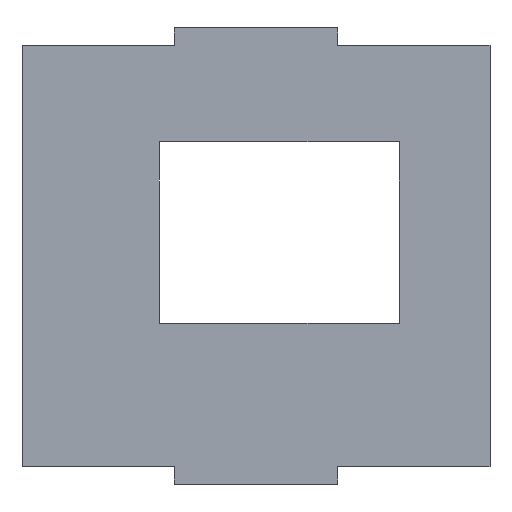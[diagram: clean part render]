
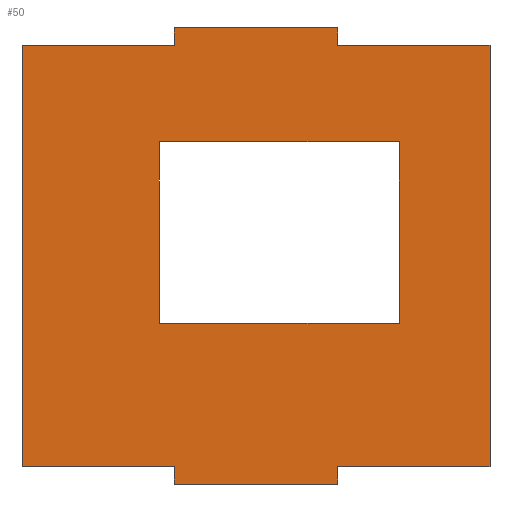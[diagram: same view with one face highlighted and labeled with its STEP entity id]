
A CAD part, front view. The second image highlights one B-rep face of the part: STEP entity #50.
In plain terms, the highlighted planar face has unit normal (0, -1, 0).
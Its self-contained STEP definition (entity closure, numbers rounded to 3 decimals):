
#8 = VECTOR ( 'NONE', #380, 1000. ) ;
#13 = CARTESIAN_POINT ( 'NONE',  ( 0., 0., -18. ) ) ;
#19 = FACE_BOUND ( 'NONE', #219, .T. ) ;
#22 = EDGE_CURVE ( 'NONE', #475, #367, #571, .T. ) ;
#28 = EDGE_CURVE ( 'NONE', #241, #509, #345, .T. ) ;
#32 = DIRECTION ( 'NONE',  ( 0., 0., 1. ) ) ;
#35 = LINE ( 'NONE', #227, #90 ) ;
#42 = ORIENTED_EDGE ( 'NONE', *, *, #22, .F. ) ;
#48 = ORIENTED_EDGE ( 'NONE', *, *, #422, .T. ) ;
#50 = ADVANCED_FACE ( 'NONE', ( #19, #67 ), #208, .F. ) ;
#51 = CARTESIAN_POINT ( 'NONE',  ( -8.25, 0., -5.75 ) ) ;
#58 = EDGE_LOOP ( 'NONE', ( #435, #129, #319, #601, #236, #167, #555, #135, #48, #89, #531, #274 ) ) ;
#67 = FACE_OUTER_BOUND ( 'NONE', #58, .T. ) ;
#69 = VERTEX_POINT ( 'NONE', #263 ) ;
#87 = VECTOR ( 'NONE', #210, 1000. ) ;
#89 = ORIENTED_EDGE ( 'NONE', *, *, #186, .T. ) ;
#90 = VECTOR ( 'NONE', #141, 1000. ) ;
#98 = DIRECTION ( 'NONE',  ( -1., 0., 0. ) ) ;
#100 = EDGE_CURVE ( 'NONE', #340, #125, #540, .T. ) ;
#103 = EDGE_CURVE ( 'NONE', #562, #428, #118, .T. ) ;
#110 = LINE ( 'NONE', #419, #148 ) ;
#115 = LINE ( 'NONE', #306, #238 ) ;
#116 = VERTEX_POINT ( 'NONE', #311 ) ;
#118 = LINE ( 'NONE', #357, #87 ) ;
#125 = VERTEX_POINT ( 'NONE', #351 ) ;
#127 = CARTESIAN_POINT ( 'NONE',  ( -20., 0., 18. ) ) ;
#129 = ORIENTED_EDGE ( 'NONE', *, *, #28, .F. ) ;
#133 = EDGE_CURVE ( 'NONE', #69, #264, #115, .T. ) ;
#135 = ORIENTED_EDGE ( 'NONE', *, *, #100, .T. ) ;
#136 = DIRECTION ( 'NONE',  ( -1., 0., 0. ) ) ;
#137 = CARTESIAN_POINT ( 'NONE',  ( -21.5, 0., -19.5 ) ) ;
#141 = DIRECTION ( 'NONE',  ( -1., 0., 0. ) ) ;
#148 = VECTOR ( 'NONE', #136, 1000. ) ;
#152 = EDGE_CURVE ( 'NONE', #340, #116, #323, .T. ) ;
#153 = CARTESIAN_POINT ( 'NONE',  ( 12.25, 0., 9.75 ) ) ;
#154 = DIRECTION ( 'NONE',  ( 0., 0., 1. ) ) ;
#161 = DIRECTION ( 'NONE',  ( 0., 0., 1. ) ) ;
#165 = LINE ( 'NONE', #589, #520 ) ;
#167 = ORIENTED_EDGE ( 'NONE', *, *, #182, .F. ) ;
#169 = CARTESIAN_POINT ( 'NONE',  ( 7., 0., 0. ) ) ;
#172 = CARTESIAN_POINT ( 'NONE',  ( -7., 0., 0. ) ) ;
#180 = CARTESIAN_POINT ( 'NONE',  ( -7., 0., 18. ) ) ;
#182 = EDGE_CURVE ( 'NONE', #116, #598, #594, .T. ) ;
#186 = EDGE_CURVE ( 'NONE', #244, #322, #456, .T. ) ;
#191 = VECTOR ( 'NONE', #154, 1000. ) ;
#193 = CARTESIAN_POINT ( 'NONE',  ( 12.25, 0., -5.75 ) ) ;
#197 = CARTESIAN_POINT ( 'NONE',  ( 0., 0., 18. ) ) ;
#200 = VECTOR ( 'NONE', #532, 1000. ) ;
#208 = PLANE ( 'NONE',  #386 ) ;
#210 = DIRECTION ( 'NONE',  ( 0., 0., -1. ) ) ;
#219 = EDGE_LOOP ( 'NONE', ( #473, #42, #405, #347 ) ) ;
#227 = CARTESIAN_POINT ( 'NONE',  ( 0., 0., 18. ) ) ;
#232 = EDGE_CURVE ( 'NONE', #241, #257, #35, .T. ) ;
#236 = ORIENTED_EDGE ( 'NONE', *, *, #343, .T. ) ;
#238 = VECTOR ( 'NONE', #366, 1000. ) ;
#239 = VECTOR ( 'NONE', #98, 1000. ) ;
#240 = CARTESIAN_POINT ( 'NONE',  ( 7., 0., -19.5 ) ) ;
#241 = VERTEX_POINT ( 'NONE', #180 ) ;
#244 = VERTEX_POINT ( 'NONE', #369 ) ;
#248 = VECTOR ( 'NONE', #273, 1000. ) ;
#249 = CARTESIAN_POINT ( 'NONE',  ( -20., 0., -18. ) ) ;
#254 = DIRECTION ( 'NONE',  ( 0., 0., 1. ) ) ;
#257 = VERTEX_POINT ( 'NONE', #127 ) ;
#263 = CARTESIAN_POINT ( 'NONE',  ( 7., 0., 18. ) ) ;
#264 = VERTEX_POINT ( 'NONE', #417 ) ;
#273 = DIRECTION ( 'NONE',  ( 0., 0., 1. ) ) ;
#274 = ORIENTED_EDGE ( 'NONE', *, *, #133, .T. ) ;
#297 = VERTEX_POINT ( 'NONE', #249 ) ;
#298 = VECTOR ( 'NONE', #32, 1000. ) ;
#304 = LINE ( 'NONE', #577, #591 ) ;
#306 = CARTESIAN_POINT ( 'NONE',  ( 7., 0., 0. ) ) ;
#311 = CARTESIAN_POINT ( 'NONE',  ( -7., 0., -19.5 ) ) ;
#316 = CARTESIAN_POINT ( 'NONE',  ( -7., 0., 19.5 ) ) ;
#319 = ORIENTED_EDGE ( 'NONE', *, *, #232, .T. ) ;
#322 = VERTEX_POINT ( 'NONE', #387 ) ;
#323 = LINE ( 'NONE', #137, #449 ) ;
#335 = LINE ( 'NONE', #197, #239 ) ;
#340 = VERTEX_POINT ( 'NONE', #240 ) ;
#343 = EDGE_CURVE ( 'NONE', #297, #598, #521, .T. ) ;
#345 = LINE ( 'NONE', #527, #348 ) ;
#347 = ORIENTED_EDGE ( 'NONE', *, *, #103, .F. ) ;
#348 = VECTOR ( 'NONE', #254, 1000. ) ;
#351 = CARTESIAN_POINT ( 'NONE',  ( 7., 0., -18. ) ) ;
#352 = DIRECTION ( 'NONE',  ( 1., 0., 0. ) ) ;
#356 = VECTOR ( 'NONE', #581, 1000. ) ;
#357 = CARTESIAN_POINT ( 'NONE',  ( -8.25, 0., -5.75 ) ) ;
#359 = DIRECTION ( 'NONE',  ( 0., 1., 0. ) ) ;
#365 = CARTESIAN_POINT ( 'NONE',  ( 12.25, 0., -5.75 ) ) ;
#366 = DIRECTION ( 'NONE',  ( 0., 0., 1. ) ) ;
#367 = VERTEX_POINT ( 'NONE', #153 ) ;
#369 = CARTESIAN_POINT ( 'NONE',  ( 20., 0., -18. ) ) ;
#377 = EDGE_CURVE ( 'NONE', #322, #69, #335, .T. ) ;
#380 = DIRECTION ( 'NONE',  ( 1., 0., 0. ) ) ;
#386 = AXIS2_PLACEMENT_3D ( 'NONE', #404, #359, #161 ) ;
#387 = CARTESIAN_POINT ( 'NONE',  ( 20., 0., 18. ) ) ;
#393 = LINE ( 'NONE', #576, #200 ) ;
#404 = CARTESIAN_POINT ( 'NONE',  ( 0., 0., 0. ) ) ;
#405 = ORIENTED_EDGE ( 'NONE', *, *, #459, .F. ) ;
#413 = CARTESIAN_POINT ( 'NONE',  ( -8.25, 0., 9.75 ) ) ;
#417 = CARTESIAN_POINT ( 'NONE',  ( 7., 0., 19.5 ) ) ;
#419 = CARTESIAN_POINT ( 'NONE',  ( -8.25, 0., 9.75 ) ) ;
#422 = EDGE_CURVE ( 'NONE', #125, #244, #518, .T. ) ;
#428 = VERTEX_POINT ( 'NONE', #51 ) ;
#429 = DIRECTION ( 'NONE',  ( 1., 0., 0. ) ) ;
#435 = ORIENTED_EDGE ( 'NONE', *, *, #502, .F. ) ;
#449 = VECTOR ( 'NONE', #508, 1000. ) ;
#456 = LINE ( 'NONE', #548, #298 ) ;
#459 = EDGE_CURVE ( 'NONE', #428, #475, #304, .T. ) ;
#473 = ORIENTED_EDGE ( 'NONE', *, *, #582, .F. ) ;
#475 = VERTEX_POINT ( 'NONE', #365 ) ;
#484 = DIRECTION ( 'NONE',  ( 1., 0., 0. ) ) ;
#502 = EDGE_CURVE ( 'NONE', #509, #264, #165, .T. ) ;
#508 = DIRECTION ( 'NONE',  ( -1., 0., 0. ) ) ;
#509 = VERTEX_POINT ( 'NONE', #316 ) ;
#518 = LINE ( 'NONE', #13, #528 ) ;
#520 = VECTOR ( 'NONE', #352, 1000. ) ;
#521 = LINE ( 'NONE', #529, #8 ) ;
#527 = CARTESIAN_POINT ( 'NONE',  ( -7., 0., 0. ) ) ;
#528 = VECTOR ( 'NONE', #429, 1000. ) ;
#529 = CARTESIAN_POINT ( 'NONE',  ( 0., 0., -18. ) ) ;
#531 = ORIENTED_EDGE ( 'NONE', *, *, #377, .T. ) ;
#532 = DIRECTION ( 'NONE',  ( 0., 0., -1. ) ) ;
#540 = LINE ( 'NONE', #169, #356 ) ;
#548 = CARTESIAN_POINT ( 'NONE',  ( 20., 0., 0. ) ) ;
#555 = ORIENTED_EDGE ( 'NONE', *, *, #152, .F. ) ;
#562 = VERTEX_POINT ( 'NONE', #413 ) ;
#571 = LINE ( 'NONE', #193, #191 ) ;
#572 = EDGE_CURVE ( 'NONE', #257, #297, #393, .T. ) ;
#576 = CARTESIAN_POINT ( 'NONE',  ( -20., 0., 0. ) ) ;
#577 = CARTESIAN_POINT ( 'NONE',  ( -8.25, 0., -5.75 ) ) ;
#581 = DIRECTION ( 'NONE',  ( 0., 0., 1. ) ) ;
#582 = EDGE_CURVE ( 'NONE', #367, #562, #110, .T. ) ;
#589 = CARTESIAN_POINT ( 'NONE',  ( -21.5, 0., 19.5 ) ) ;
#591 = VECTOR ( 'NONE', #484, 1000. ) ;
#594 = LINE ( 'NONE', #172, #248 ) ;
#596 = CARTESIAN_POINT ( 'NONE',  ( -7., 0., -18. ) ) ;
#598 = VERTEX_POINT ( 'NONE', #596 ) ;
#601 = ORIENTED_EDGE ( 'NONE', *, *, #572, .T. ) ;
